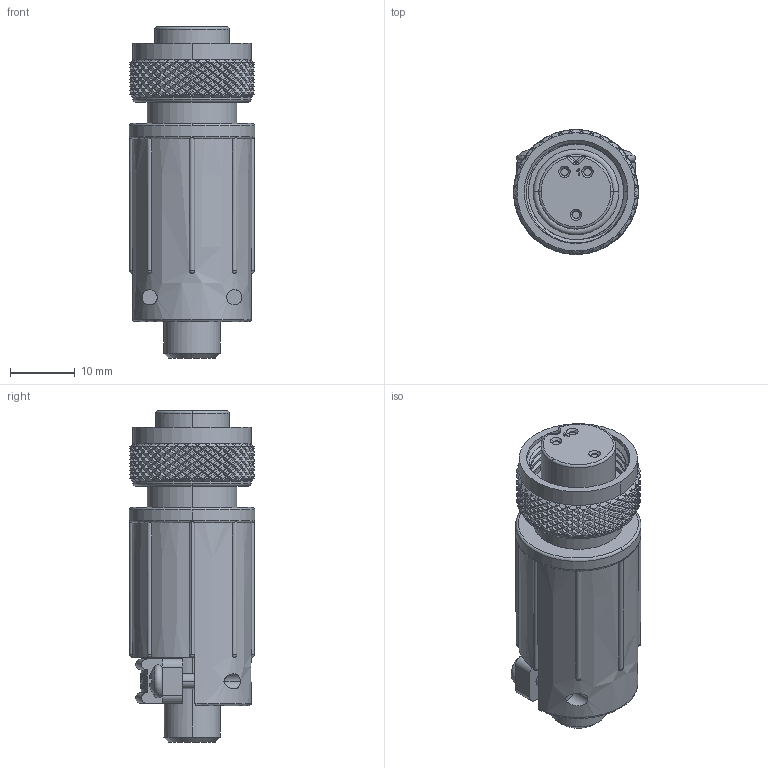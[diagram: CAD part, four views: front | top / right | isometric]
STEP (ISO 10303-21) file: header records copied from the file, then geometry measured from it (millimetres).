
FILE_DESCRIPTION (( 'STEP AP203' ), '1' );
FILE_NAME ('SF6282-3SG-520.STEP', '2012-08-29T15:03:19', ( '21FPBF1' ), ( 'Conxall' ), 'SwSTEP 2.0', 'SolidWorks 2011', '' );
FILE_SCHEMA (( 'CONFIG_CONTROL_DESIGN' ));
Length unit declared in the file: inch
Products named in the file (1): SF6282-3SG-520
Bounding box: 19.38 x 19.38 x 51.38 mm (x, y, z)
Volume: 10695.7 mm3; surface area: 5094.3 mm2
Topology: 1 solids, 1 shells, 2213 faces, 4753 edges, 2551 vertices
Faces by surface type: bspline 1608, cylinder 436, plane 102, sphere 25, torus 21, cone 21
Entity records: 110575 total; most frequent: CARTESIAN_POINT 79430, ORIENTED_EDGE 9390, EDGE_CURVE 4695, DIRECTION 2784, VERTEX_POINT 2515, EDGE_LOOP 2224, FACE_OUTER_BOUND 2201, ADVANCED_FACE 2201
